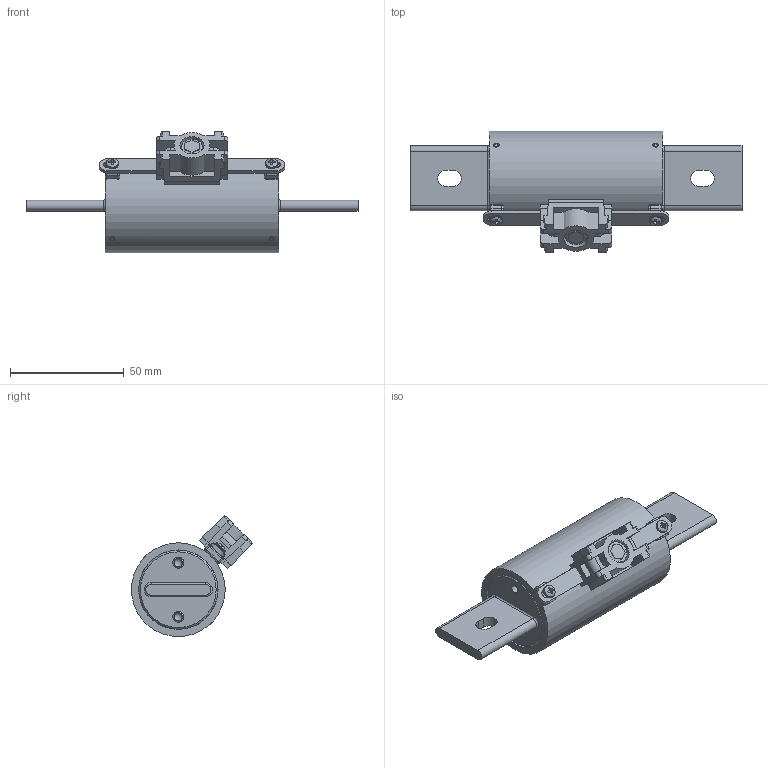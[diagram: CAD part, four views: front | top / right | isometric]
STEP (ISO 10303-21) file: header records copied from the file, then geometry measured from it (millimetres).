
FILE_DESCRIPTION (( 'STEP AP214' ), '1' );
FILE_NAME ('702194rev-.STEP', '2017-09-11T18:56:05', ( '' ), ( '' ), 'SwSTEP 2.0', 'SolidWorks 2016', '' );
FILE_SCHEMA (( 'AUTOMOTIVE_DESIGN' ));
Length unit declared in the file: inch
Products named in the file (1): 702194rev-
Bounding box: 146.05 x 53.32 x 53.32 mm (x, y, z)
Volume: 55676.6 mm3; surface area: 38287.2 mm2
Topology: 24 solids, 24 shells, 1228 faces, 3332 edges, 2168 vertices
Faces by surface type: plane 494, cylinder 433, sphere 134, bspline 87, cone 61, torus 19
Full cylindrical faces by diameter (mm): 1.27 x1, 2.057 x1, 2.383 x6, 2.405 x16, 3.175 x2, 3.708 x4, 4.318 x2, 4.775 x4, 4.877 x4, 5.563 x2, 9.271 x1, 34.849 x2, 34.925 x1, 41.275 x1
Entity records: 67010 total; most frequent: CARTESIAN_POINT 22777, ORIENTED_EDGE 6328, DIRECTION 5065, EDGE_CURVE 3164, VERTEX_POINT 2118, AXIS2_PLACEMENT_3D 1875, EDGE_LOOP 1402, LINE 1315
